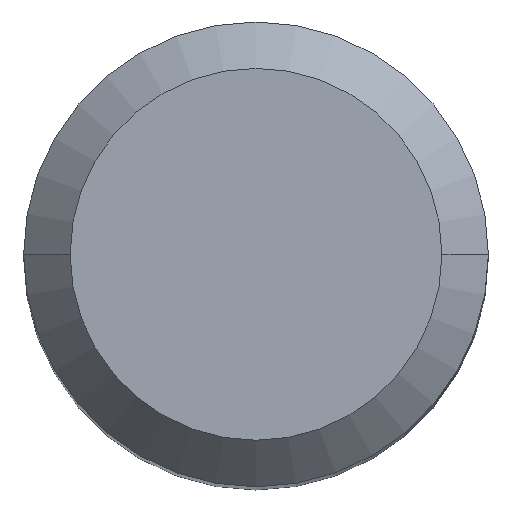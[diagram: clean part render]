
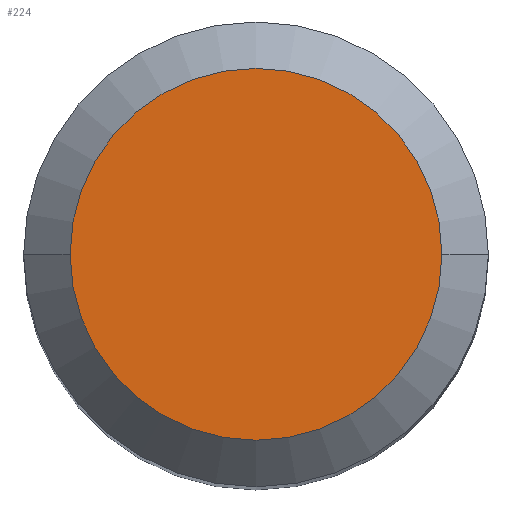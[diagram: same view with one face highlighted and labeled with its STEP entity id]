
A CAD part, top view. The second image highlights one B-rep face of the part: STEP entity #224.
In plain terms, the highlighted planar face has unit normal (0, 0, 1).
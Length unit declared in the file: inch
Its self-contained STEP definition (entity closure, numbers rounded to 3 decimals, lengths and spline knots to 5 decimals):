
#1 = AXIS2_PLACEMENT_3D ( 'NONE', #326, #255, #122 ) ;
#31 = ORIENTED_EDGE ( 'NONE', *, *, #45, .T. ) ;
#41 = DIRECTION ( 'NONE',  ( 0., 0., -1. ) ) ;
#45 = EDGE_CURVE ( 'NONE', #300, #216, #269, .T. ) ;
#49 = AXIS2_PLACEMENT_3D ( 'NONE', #233, #72, #309 ) ;
#72 = DIRECTION ( 'NONE',  ( 0., 0., 1. ) ) ;
#75 = AXIS2_PLACEMENT_3D ( 'NONE', #384, #41, #284 ) ;
#79 = PLANE ( 'NONE',  #75 ) ;
#90 = ORIENTED_EDGE ( 'NONE', *, *, #481, .T. ) ;
#122 = DIRECTION ( 'NONE',  ( 1., 0., 0. ) ) ;
#216 = VERTEX_POINT ( 'NONE', #285 ) ;
#220 = CIRCLE ( 'NONE', #1, 0.15748 ) ;
#224 = ADVANCED_FACE ( 'NONE', ( #418 ), #79, .F. ) ;
#233 = CARTESIAN_POINT ( 'NONE',  ( 0., 0., 0. ) ) ;
#255 = DIRECTION ( 'NONE',  ( 0., 0., 1. ) ) ;
#269 = CIRCLE ( 'NONE', #49, 0.15748 ) ;
#284 = DIRECTION ( 'NONE',  ( -1., 0., 0. ) ) ;
#285 = CARTESIAN_POINT ( 'NONE',  ( -0.15748, 0., 0. ) ) ;
#300 = VERTEX_POINT ( 'NONE', #427 ) ;
#309 = DIRECTION ( 'NONE',  ( 1., 0., 0. ) ) ;
#326 = CARTESIAN_POINT ( 'NONE',  ( 0., 0., 0. ) ) ;
#384 = CARTESIAN_POINT ( 'NONE',  ( 0., 0., 0. ) ) ;
#418 = FACE_OUTER_BOUND ( 'NONE', #445, .T. ) ;
#427 = CARTESIAN_POINT ( 'NONE',  ( 0.15748, 0., 0. ) ) ;
#445 = EDGE_LOOP ( 'NONE', ( #90, #31 ) ) ;
#481 = EDGE_CURVE ( 'NONE', #216, #300, #220, .T. ) ;
